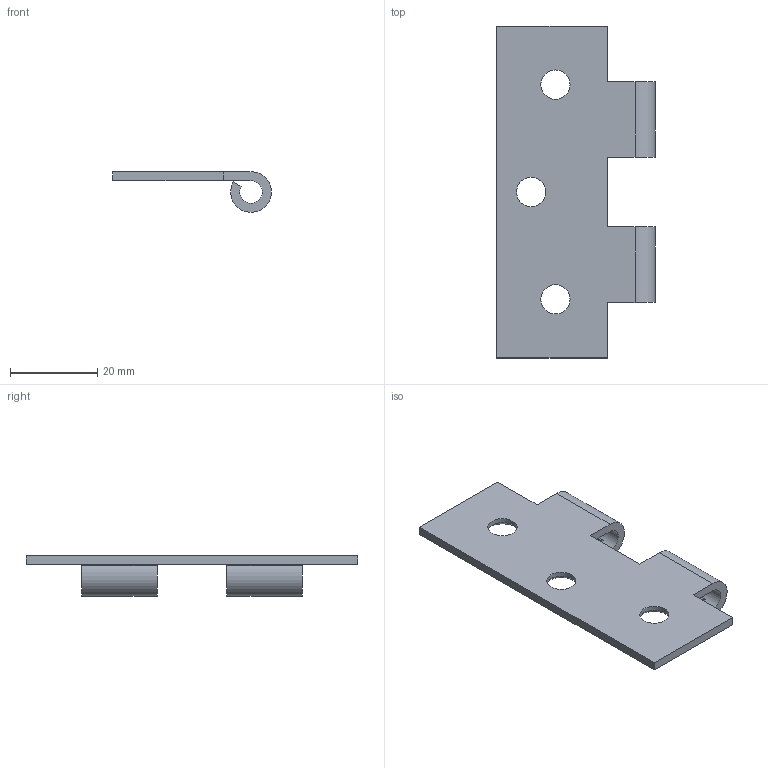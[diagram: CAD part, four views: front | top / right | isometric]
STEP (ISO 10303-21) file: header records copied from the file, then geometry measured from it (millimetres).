
FILE_DESCRIPTION(('FreeCAD Model'),'2;1');
FILE_NAME('right-leaf.step','2019-11-17T09:08:29',(''),(''), 'Open CASCADE STEP processor 7.3','FreeCAD','Unknown');
FILE_SCHEMA(('AUTOMOTIVE_DESIGN { 1 0 10303 214 1 1 1 1 }'));
Length unit declared in the file: millimetre
Products named in the file (1): 1798A21.2
Bounding box: 36.41 x 76.2 x 9.32 mm (x, y, z)
Volume: 5485.3 mm3; surface area: 6143.7 mm2
Topology: 1 solids, 1 shells, 34 faces, 90 edges, 58 vertices
Faces by surface type: cylinder 14, plane 14, cone 6
Entity records: 2305 total; most frequent: CARTESIAN_POINT 447, DIRECTION 360, LINE 208, VECTOR 208, ORIENTED_EDGE 180, PCURVE 180, DEFINITIONAL_REPRESENTATION 180, EDGE_CURVE 90
